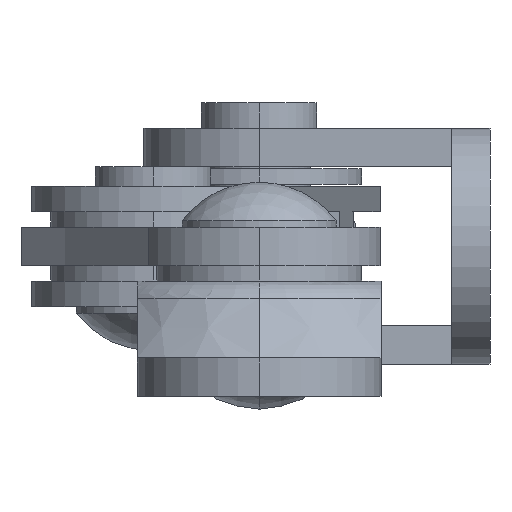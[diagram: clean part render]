
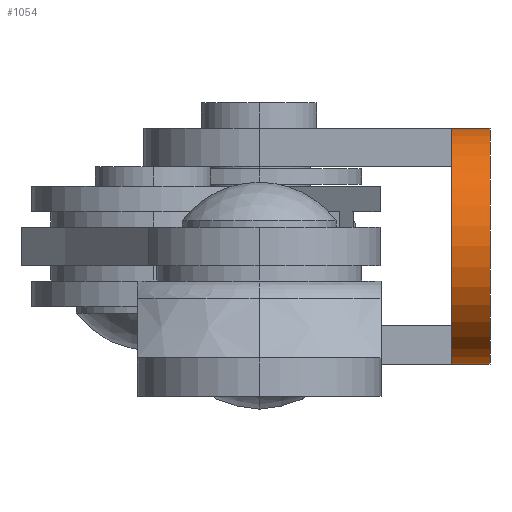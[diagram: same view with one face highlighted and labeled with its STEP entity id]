
A CAD part, left-side view. The second image highlights one B-rep face of the part: STEP entity #1054.
In plain terms, the highlighted cylindrical face has radius 9.2 mm (diameter 18.4 mm), a partial arc.
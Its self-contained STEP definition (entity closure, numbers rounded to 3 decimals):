
#9 = DIRECTION ( 'NONE',  ( 0., 0., -1. ) ) ;
#291 = CARTESIAN_POINT ( 'NONE',  ( -28.8, -18., -9.2 ) ) ;
#602 = DIRECTION ( 'NONE',  ( 0., 1., 0. ) ) ;
#788 = CIRCLE ( 'NONE', #4754, 9.2 ) ;
#828 = VERTEX_POINT ( 'NONE', #3485 ) ;
#991 = VECTOR ( 'NONE', #6524, 1000. ) ;
#1054 = ADVANCED_FACE ( 'NONE', ( #5024 ), #3022, .T. ) ;
#2057 = DIRECTION ( 'NONE',  ( 0., -1., 0. ) ) ;
#2124 = LINE ( 'NONE', #5054, #991 ) ;
#2258 = CARTESIAN_POINT ( 'NONE',  ( -28.8, -18., 0. ) ) ;
#2474 = CARTESIAN_POINT ( 'NONE',  ( -28.8, -15., 0. ) ) ;
#3022 = CYLINDRICAL_SURFACE ( 'NONE', #7998, 9.2 ) ;
#3485 = CARTESIAN_POINT ( 'NONE',  ( -28.8, -18., 9.2 ) ) ;
#3977 = CARTESIAN_POINT ( 'NONE',  ( -28.8, -15., 9.2 ) ) ;
#3994 = EDGE_CURVE ( 'NONE', #7076, #828, #788, .T. ) ;
#3995 = DIRECTION ( 'NONE',  ( 0., 0., -1. ) ) ;
#4501 = CIRCLE ( 'NONE', #6722, 9.2 ) ;
#4718 = CARTESIAN_POINT ( 'NONE',  ( -28.8, -15., -9.2 ) ) ;
#4754 = AXIS2_PLACEMENT_3D ( 'NONE', #2258, #602, #3995 ) ;
#4868 = VERTEX_POINT ( 'NONE', #6502 ) ;
#5024 = FACE_OUTER_BOUND ( 'NONE', #5808, .T. ) ;
#5054 = CARTESIAN_POINT ( 'NONE',  ( -28.8, -15., -9.2 ) ) ;
#5180 = CARTESIAN_POINT ( 'NONE',  ( -28.8, -15., 0. ) ) ;
#5306 = ORIENTED_EDGE ( 'NONE', *, *, #7996, .F. ) ;
#5621 = EDGE_CURVE ( 'NONE', #7674, #4868, #4501, .T. ) ;
#5626 = DIRECTION ( 'NONE',  ( 0., -1., 0. ) ) ;
#5792 = ORIENTED_EDGE ( 'NONE', *, *, #3994, .T. ) ;
#5808 = EDGE_LOOP ( 'NONE', ( #5792, #5306, #6486, #7722 ) ) ;
#5905 = DIRECTION ( 'NONE',  ( 0., 0., -1. ) ) ;
#5949 = LINE ( 'NONE', #3977, #7758 ) ;
#6486 = ORIENTED_EDGE ( 'NONE', *, *, #5621, .F. ) ;
#6502 = CARTESIAN_POINT ( 'NONE',  ( -28.8, -15., 9.2 ) ) ;
#6524 = DIRECTION ( 'NONE',  ( 0., -1., 0. ) ) ;
#6722 = AXIS2_PLACEMENT_3D ( 'NONE', #5180, #6785, #9 ) ;
#6785 = DIRECTION ( 'NONE',  ( 0., 1., 0. ) ) ;
#7076 = VERTEX_POINT ( 'NONE', #291 ) ;
#7674 = VERTEX_POINT ( 'NONE', #4718 ) ;
#7705 = EDGE_CURVE ( 'NONE', #7674, #7076, #2124, .T. ) ;
#7722 = ORIENTED_EDGE ( 'NONE', *, *, #7705, .T. ) ;
#7758 = VECTOR ( 'NONE', #2057, 1000. ) ;
#7996 = EDGE_CURVE ( 'NONE', #4868, #828, #5949, .T. ) ;
#7998 = AXIS2_PLACEMENT_3D ( 'NONE', #2474, #5626, #5905 ) ;
